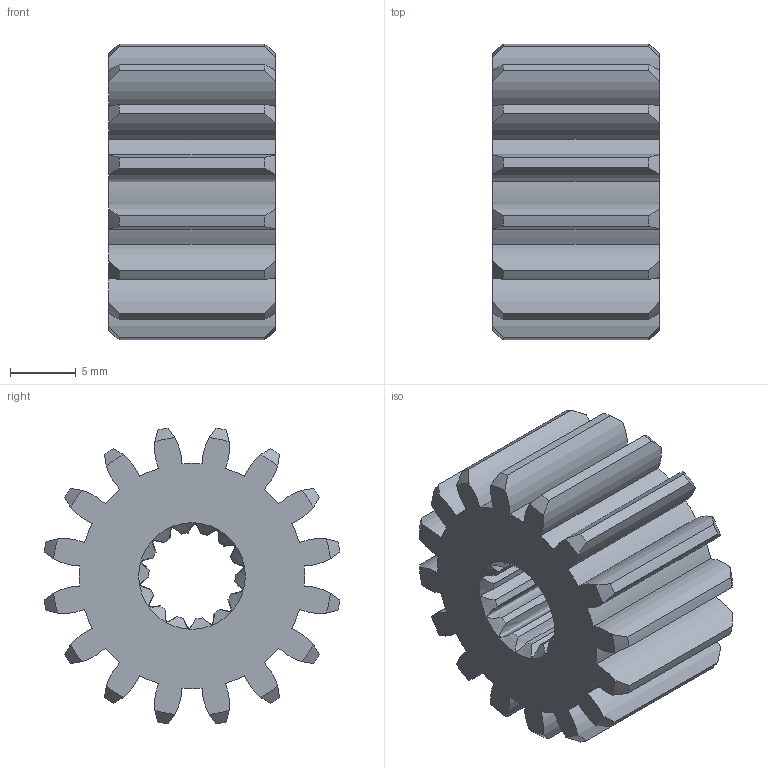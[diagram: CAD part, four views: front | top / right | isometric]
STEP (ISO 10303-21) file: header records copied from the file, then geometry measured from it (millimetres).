
FILE_DESCRIPTION (( 'STEP AP214' ), '1' );
FILE_NAME ('am-4201 16T 20DP Gear Spline Bore Falcon 500 Pinion.STEP', '2019-12-03T20:25:01', ( '' ), ( '' ), 'SwSTEP 2.0', 'SolidWorks 2019', '' );
FILE_SCHEMA (( 'AUTOMOTIVE_DESIGN' ));
Length unit declared in the file: millimetre
Products named in the file (1): am-4201 16T 20DP Gear Spline Bore Falcon 500 Pinion
Bounding box: 12.7 x 22.57 x 22.57 mm (x, y, z)
Volume: 3400.2 mm3; surface area: 2600.1 mm2
Topology: 1 solids, 1 shells, 128 faces, 378 edges, 252 vertices
Faces by surface type: cylinder 78, cone 34, bspline 14, plane 2
Entity records: 5818 total; most frequent: CARTESIAN_POINT 2415, ORIENTED_EDGE 748, DIRECTION 702, EDGE_CURVE 374, AXIS2_PLACEMENT_3D 305, VERTEX_POINT 250, CIRCLE 190, EDGE_LOOP 132
